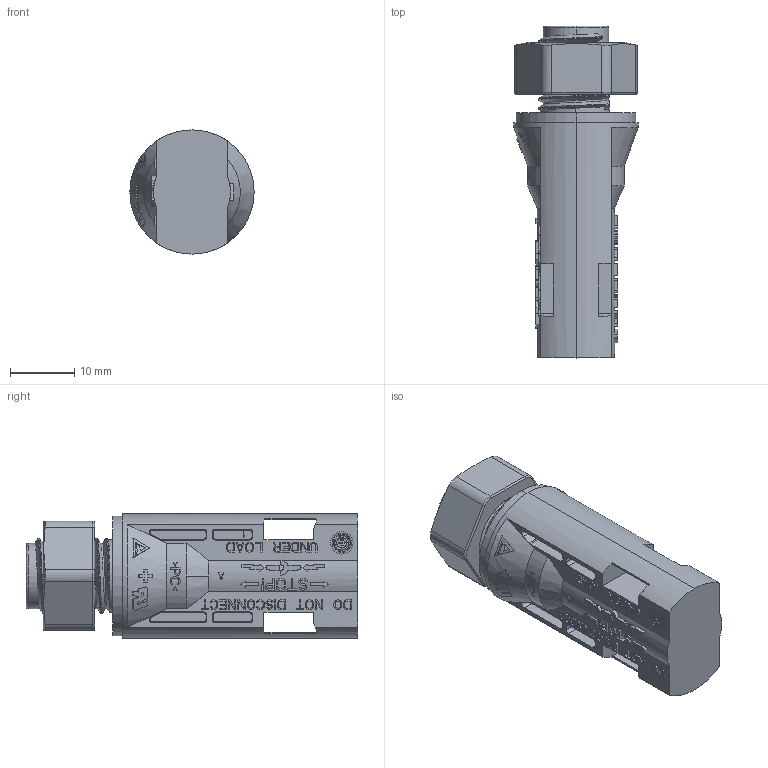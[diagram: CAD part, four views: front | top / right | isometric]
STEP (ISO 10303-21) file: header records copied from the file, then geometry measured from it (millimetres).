
FILE_DESCRIPTION (( 'STEP AP203' ), '1' );
FILE_NAME ('H4 cable male.STEP', '2021-07-02T02:08:52', ( '' ), ( '' ), 'SwSTEP 2.0', 'SolidWorks 2016', '' );
FILE_SCHEMA (( 'CONFIG_CONTROL_DESIGN' ));
Length unit declared in the file: millimetre
Products named in the file (4): PV-130509-M01; pv-693362-000; PV-130509-M03; H4 cable male
Assembly tree (3 placements, depth 2):
  H4 cable male
    PV-130509-M01
    PV-130509-M03
    pv-693362-000
Bounding box: 19.3 x 51.55 x 19.3 mm (x, y, z)
Volume: 9811.4 mm3; surface area: 5952.2 mm2
Topology: 3 solids, 3 shells, 2165 faces, 6062 edges, 4019 vertices
Faces by surface type: plane 1823, cylinder 141, bspline 138, torus 47, cone 16
Entity records: 84392 total; most frequent: CARTESIAN_POINT 29817, ORIENTED_EDGE 12124, DIRECTION 9740, EDGE_CURVE 6062, LINE 5024, VECTOR 5024, VERTEX_POINT 4019, AXIS2_PLACEMENT_3D 2358
